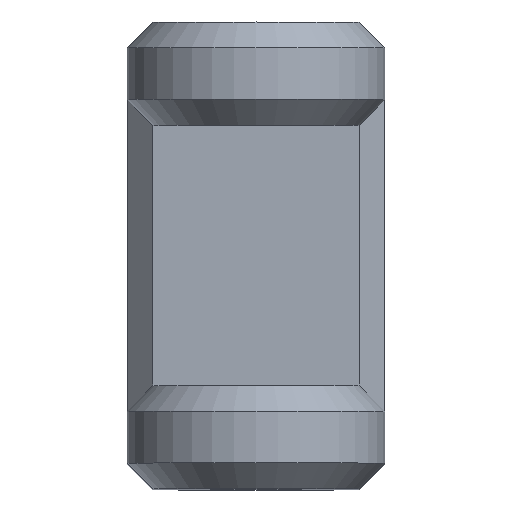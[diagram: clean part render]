
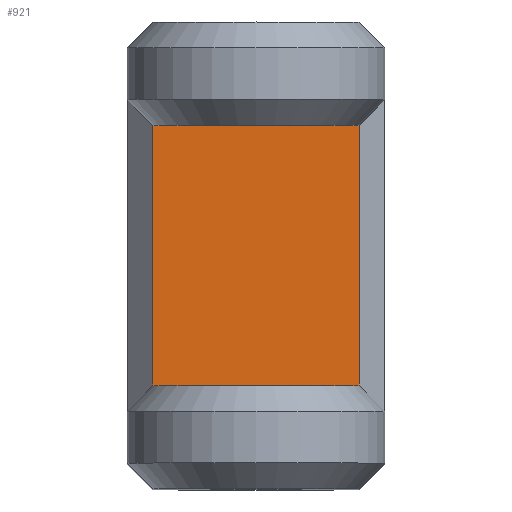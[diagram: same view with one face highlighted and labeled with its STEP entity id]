
A CAD part, top view. The second image highlights one B-rep face of the part: STEP entity #921.
In plain terms, the highlighted planar face has unit normal (0, 0, 1).
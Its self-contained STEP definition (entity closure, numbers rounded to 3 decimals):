
#53=PLANE('',#1012);
#110=FACE_OUTER_BOUND('',#169,.T.);
#169=EDGE_LOOP('',(#829,#830,#831,#832));
#178=LINE('',#1295,#281);
#182=LINE('',#1311,#285);
#265=LINE('',#1506,#368);
#270=LINE('',#1516,#373);
#281=VECTOR('',#1037,10.);
#285=VECTOR('',#1053,10.);
#368=VECTOR('',#1240,10.);
#373=VECTOR('',#1253,10.);
#408=VERTEX_POINT('',#1289);
#410=VERTEX_POINT('',#1293);
#414=VERTEX_POINT('',#1307);
#416=VERTEX_POINT('',#1310);
#488=EDGE_CURVE('',#410,#408,#178,.T.);
#495=EDGE_CURVE('',#416,#414,#182,.T.);
#594=EDGE_CURVE('',#408,#414,#265,.T.);
#599=EDGE_CURVE('',#416,#410,#270,.T.);
#829=ORIENTED_EDGE('',*,*,#594,.F.);
#830=ORIENTED_EDGE('',*,*,#488,.F.);
#831=ORIENTED_EDGE('',*,*,#599,.F.);
#832=ORIENTED_EDGE('',*,*,#495,.T.);
#921=ADVANCED_FACE('',(#110),#53,.T.);
#1012=AXIS2_PLACEMENT_3D('',#1526,#1264,#1265);
#1037=DIRECTION('',(1.,0.,0.));
#1053=DIRECTION('',(1.,0.,0.));
#1240=DIRECTION('',(0.,-1.,0.));
#1253=DIRECTION('',(0.,1.,0.));
#1264=DIRECTION('center_axis',(0.,0.,1.));
#1265=DIRECTION('ref_axis',(1.,0.,0.));
#1289=CARTESIAN_POINT('',(-13.7,5.05,59.95));
#1293=CARTESIAN_POINT('',(-21.7,5.05,59.95));
#1295=CARTESIAN_POINT('',(-20.2,5.05,59.95));
#1307=CARTESIAN_POINT('',(-13.7,-5.05,59.95));
#1310=CARTESIAN_POINT('',(-21.7,-5.05,59.95));
#1311=CARTESIAN_POINT('',(-22.7,-5.05,59.95));
#1506=CARTESIAN_POINT('',(-13.7,0.,59.95));
#1516=CARTESIAN_POINT('',(-21.7,0.,59.95));
#1526=CARTESIAN_POINT('Origin',(-22.7,-5.05,59.95));
